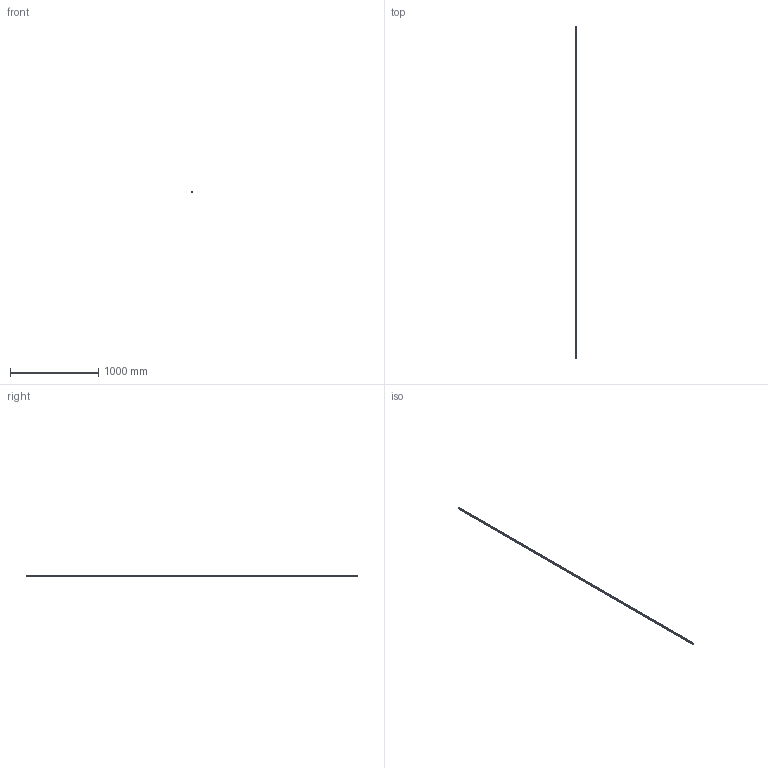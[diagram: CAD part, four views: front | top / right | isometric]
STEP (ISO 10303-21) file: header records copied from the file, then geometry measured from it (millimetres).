
FILE_DESCRIPTION(('STEP AP214'),'1');
FILE_NAME('cctmp_FFC717D5-B190-4FBE-8122-A7C2602E5935_2020_4_23_10_17_19_148..stp','2020-04-23T08:17:19',('HIWIN GmbH'),('CADClick - www.CADClick.com'),'Spatial InterOp 3D',' ','unknown authorization');
FILE_SCHEMA(('AUTOMOTIVE_DESIGN'));
Length unit declared in the file: millimetre
Products named in the file (1): HGR15R3760H_FILE
Bounding box: 15 x 3760 x 15 mm (x, y, z)
Volume: 690711.1 mm3; surface area: 250317.1 mm2
Topology: 1 solids, 1 shells, 682 faces, 1461 edges, 974 vertices
Faces by surface type: cylinder 404, plane 278
Entity records: 24313 total; most frequent: DIRECTION 3635, CARTESIAN_POINT 3118, ORIENTED_EDGE 2922, AXIS2_PLACEMENT_3D 1491, EDGE_CURVE 1461, VERTEX_POINT 974, EDGE_LOOP 875, CIRCLE 808
